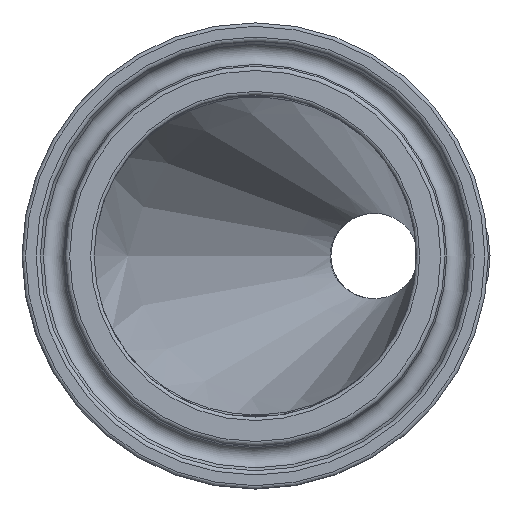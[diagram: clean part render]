
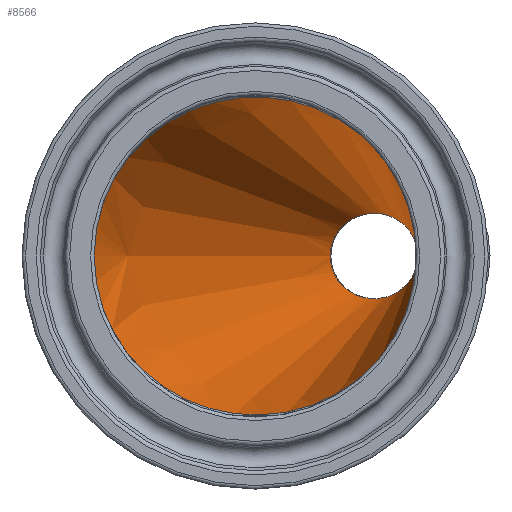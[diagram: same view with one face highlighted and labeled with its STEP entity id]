
A CAD part, left-side view. The second image highlights one B-rep face of the part: STEP entity #8566.
In plain terms, the highlighted conical face has half-angle 10.99 degrees and reference radius 11.141 mm.
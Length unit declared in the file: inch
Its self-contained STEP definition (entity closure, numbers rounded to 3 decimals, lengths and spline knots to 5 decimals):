
#150=FACE_BOUND('',#1617,.T.);
#1053=FACE_OUTER_BOUND('',#1616,.T.);
#1616=EDGE_LOOP('',(#7945,#7946));
#1617=EDGE_LOOP('',(#7947));
#2861=ELLIPSE('',#9048,0.68945,0.67633);
#2862=ELLIPSE('',#9090,0.68945,0.67633);
#2863=ELLIPSE('',#9093,0.18495,0.18143);
#4125=VERTEX_POINT('',#18851);
#4126=VERTEX_POINT('',#18852);
#4143=VERTEX_POINT('',#18914);
#5388=EDGE_CURVE('',#4125,#4126,#2861,.T.);
#5410=EDGE_CURVE('',#4126,#4125,#2862,.T.);
#5411=EDGE_CURVE('',#4143,#4143,#2863,.T.);
#7945=ORIENTED_EDGE('',*,*,#5410,.T.);
#7946=ORIENTED_EDGE('',*,*,#5388,.T.);
#7947=ORIENTED_EDGE('',*,*,#5411,.T.);
#7995=CONICAL_SURFACE('',#9095,0.43862,10.99);
#8566=ADVANCED_FACE('',(#1053,#150),#7995,.F.);
#9048=AXIS2_PLACEMENT_3D('',#18853,#10494,#10495);
#9090=AXIS2_PLACEMENT_3D('',#18911,#10578,#10579);
#9093=AXIS2_PLACEMENT_3D('',#18915,#10584,#10585);
#9095=AXIS2_PLACEMENT_3D('',#18917,#10588,#10589);
#10494=DIRECTION('center_axis',(-1.,0.,0.));
#10495=DIRECTION('ref_axis',(0.,-1.,0.));
#10578=DIRECTION('center_axis',(-1.,0.,0.));
#10579=DIRECTION('ref_axis',(0.,-1.,0.));
#10584=DIRECTION('center_axis',(1.,0.,0.));
#10585=DIRECTION('ref_axis',(0.,-1.,0.));
#10588=DIRECTION('center_axis',(-0.982,0.191,0.));
#10589=DIRECTION('ref_axis',(0.191,0.982,0.));
#18851=CARTESIAN_POINT('',(0.5,-0.64193,-0.25303));
#18852=CARTESIAN_POINT('',(0.5,-0.64193,0.25303));
#18853=CARTESIAN_POINT('Origin',(0.5,-0.00255,
0.));
#18911=CARTESIAN_POINT('Origin',(0.5,-0.00255,
0.));
#18914=CARTESIAN_POINT('',(3.,-0.32209,0.));
#18915=CARTESIAN_POINT('Origin',(3.,-0.50705,0.));
#18917=CARTESIAN_POINT('Origin',(1.69923,-0.26143,0.));
